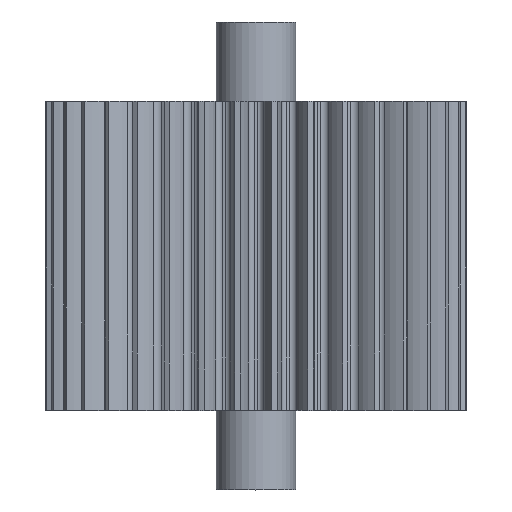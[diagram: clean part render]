
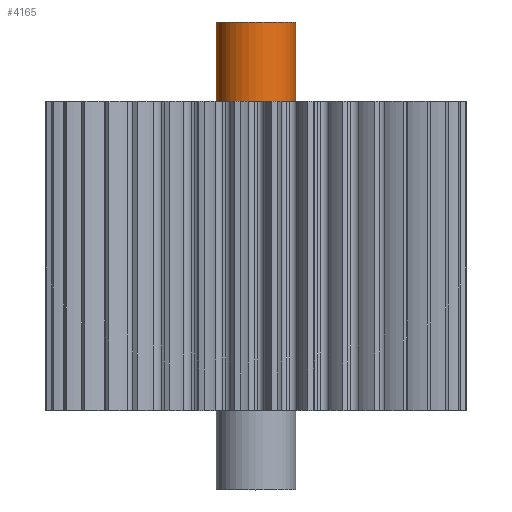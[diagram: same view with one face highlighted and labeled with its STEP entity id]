
A CAD part, top view. The second image highlights one B-rep face of the part: STEP entity #4165.
In plain terms, the highlighted cylindrical face has radius 4.5 mm (diameter 9 mm), a full revolution.
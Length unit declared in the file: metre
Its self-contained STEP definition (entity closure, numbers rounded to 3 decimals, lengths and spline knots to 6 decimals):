
#413=CIRCLE('',#4400,0.0045);
#522=CIRCLE('',#4618,0.0045);
#1823=ORIENTED_EDGE('',*,*,#2478,.T.);
#1824=ORIENTED_EDGE('',*,*,#2153,.F.);
#2153=EDGE_CURVE('',#2769,#2769,#413,.T.);
#2478=EDGE_CURVE('',#2914,#2914,#522,.T.);
#2769=VERTEX_POINT('',#6667);
#2914=VERTEX_POINT('',#8110);
#3569=EDGE_LOOP('',(#1823));
#3570=EDGE_LOOP('',(#1824));
#3795=FACE_BOUND('',#3569,.T.);
#3796=FACE_BOUND('',#3570,.T.);
#3944=CYLINDRICAL_SURFACE('',#4619,0.0045);
#4165=ADVANCED_FACE('',(#3795,#3796),#3944,.T.);
#4400=AXIS2_PLACEMENT_3D('',#6666,#5135,#5136);
#4618=AXIS2_PLACEMENT_3D('',#8109,#5715,#5716);
#4619=AXIS2_PLACEMENT_3D('',#8111,#5717,#5718);
#5135=DIRECTION('',(0.,-1.,0.));
#5136=DIRECTION('',(-0.866,0.,0.5));
#5715=DIRECTION('',(0.,-1.,0.));
#5716=DIRECTION('',(-0.866,0.,0.5));
#5717=DIRECTION('',(0.,-1.,0.));
#5718=DIRECTION('',(-0.866,0.,0.5));
#6666=CARTESIAN_POINT('',(-0.014288,0.,-0.024747));
#6667=CARTESIAN_POINT('',(-0.018185,0.,-0.022497));
#8109=CARTESIAN_POINT('',(-0.014288,0.009,-0.024747));
#8110=CARTESIAN_POINT('',(-0.018185,0.009,-0.022497));
#8111=CARTESIAN_POINT('',(-0.014288,0.009,-0.024747));
